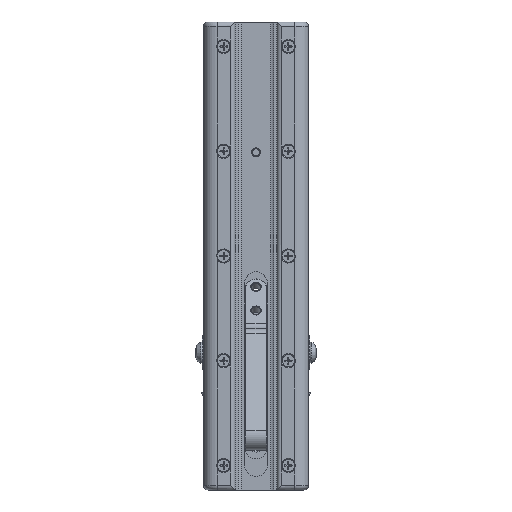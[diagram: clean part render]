
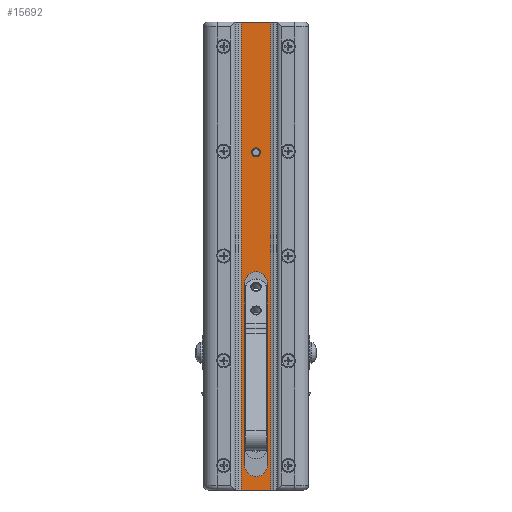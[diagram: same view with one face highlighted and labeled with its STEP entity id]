
A CAD part, left-side view. The second image highlights one B-rep face of the part: STEP entity #15692.
In plain terms, the highlighted planar face has unit normal (-1, 0, 0).
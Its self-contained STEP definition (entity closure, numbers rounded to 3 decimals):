
#881=PLANE('',#17190);
#1391=FACE_BOUND('',#3057,.T.);
#1392=FACE_BOUND('',#3058,.T.);
#1952=FACE_OUTER_BOUND('',#3056,.T.);
#3056=EDGE_LOOP('',(#12268,#12269,#12270,#12271));
#3057=EDGE_LOOP('',(#12272));
#3058=EDGE_LOOP('',(#12273,#12274,#12275,#12276));
#4150=CIRCLE('',#17124,5.1);
#4154=CIRCLE('',#17131,5.1);
#4193=CIRCLE('',#17191,2.);
#5042=LINE('',#26517,#5884);
#5064=LINE('',#26600,#5906);
#5065=LINE('',#26602,#5907);
#5066=LINE('',#26603,#5908);
#5067=LINE('',#26606,#5909);
#5068=LINE('',#26607,#5910);
#5884=VECTOR('',#20470,10.);
#5906=VECTOR('',#20546,10.);
#5907=VECTOR('',#20547,10.);
#5908=VECTOR('',#20548,10.);
#5909=VECTOR('',#20551,10.);
#5910=VECTOR('',#20552,10.);
#7017=VERTEX_POINT('',#26306);
#7018=VERTEX_POINT('',#26308);
#7026=VERTEX_POINT('',#26370);
#7027=VERTEX_POINT('',#26372);
#7078=VERTEX_POINT('',#26514);
#7079=VERTEX_POINT('',#26516);
#7113=VERTEX_POINT('',#26599);
#7114=VERTEX_POINT('',#26601);
#7115=VERTEX_POINT('',#26604);
#8886=EDGE_CURVE('',#7017,#7018,#4150,.T.);
#8897=EDGE_CURVE('',#7026,#7027,#4154,.T.);
#8954=EDGE_CURVE('',#7079,#7078,#5042,.T.);
#8994=EDGE_CURVE('',#7079,#7113,#5064,.T.);
#8995=EDGE_CURVE('',#7114,#7078,#5065,.T.);
#8996=EDGE_CURVE('',#7114,#7113,#5066,.T.);
#8997=EDGE_CURVE('',#7115,#7115,#4193,.T.);
#8998=EDGE_CURVE('',#7017,#7027,#5067,.T.);
#8999=EDGE_CURVE('',#7026,#7018,#5068,.T.);
#12268=ORIENTED_EDGE('',*,*,#8994,.F.);
#12269=ORIENTED_EDGE('',*,*,#8954,.T.);
#12270=ORIENTED_EDGE('',*,*,#8995,.F.);
#12271=ORIENTED_EDGE('',*,*,#8996,.T.);
#12272=ORIENTED_EDGE('',*,*,#8997,.T.);
#12273=ORIENTED_EDGE('',*,*,#8998,.T.);
#12274=ORIENTED_EDGE('',*,*,#8897,.F.);
#12275=ORIENTED_EDGE('',*,*,#8999,.T.);
#12276=ORIENTED_EDGE('',*,*,#8886,.F.);
#15692=ADVANCED_FACE('',(#1952,#1391,#1392),#881,.T.);
#17124=AXIS2_PLACEMENT_3D('',#26309,#20355,#20356);
#17131=AXIS2_PLACEMENT_3D('',#26373,#20375,#20376);
#17190=AXIS2_PLACEMENT_3D('',#26598,#20544,#20545);
#17191=AXIS2_PLACEMENT_3D('',#26605,#20549,#20550);
#20355=DIRECTION('center_axis',(-1.,0.,0.));
#20356=DIRECTION('ref_axis',(0.,-0.707,0.707));
#20375=DIRECTION('center_axis',(-1.,0.,0.));
#20376=DIRECTION('ref_axis',(0.,0.707,-0.707));
#20470=DIRECTION('',(0.,1.,0.));
#20544=DIRECTION('center_axis',(-1.,0.,0.));
#20545=DIRECTION('ref_axis',(0.,-1.,0.));
#20546=DIRECTION('',(0.,0.,-1.));
#20547=DIRECTION('',(0.,0.,1.));
#20548=DIRECTION('',(0.,-1.,0.));
#20549=DIRECTION('center_axis',(1.,0.,0.));
#20550=DIRECTION('ref_axis',(0.,-1.,0.));
#20551=DIRECTION('',(0.,0.,-1.));
#20552=DIRECTION('',(0.,0.,1.));
#26306=CARTESIAN_POINT('',(12.717,-5.1,31.282));
#26308=CARTESIAN_POINT('',(12.717,5.1,31.282));
#26309=CARTESIAN_POINT('Origin',(12.717,0.,
31.282));
#26370=CARTESIAN_POINT('',(12.717,5.1,-50.518));
#26372=CARTESIAN_POINT('',(12.717,-5.1,-50.518));
#26373=CARTESIAN_POINT('Origin',(12.717,0.,
-50.518));
#26514=CARTESIAN_POINT('',(12.717,6.6,148.382));
#26516=CARTESIAN_POINT('',(12.717,-6.6,148.382));
#26517=CARTESIAN_POINT('',(12.717,-7.45,148.382));
#26598=CARTESIAN_POINT('Origin',(12.717,8.6,-13.718));
#26599=CARTESIAN_POINT('',(12.717,-6.6,-61.618));
#26600=CARTESIAN_POINT('',(12.717,-6.6,-13.718));
#26601=CARTESIAN_POINT('',(12.717,6.6,-61.618));
#26602=CARTESIAN_POINT('',(12.717,6.6,-13.718));
#26603=CARTESIAN_POINT('',(12.717,16.05,-61.618));
#26604=CARTESIAN_POINT('',(12.717,-2.,89.882));
#26605=CARTESIAN_POINT('Origin',(12.717,0.,
89.882));
#26606=CARTESIAN_POINT('',(12.717,-5.1,-11.548));
#26607=CARTESIAN_POINT('',(12.717,5.1,-11.548));
